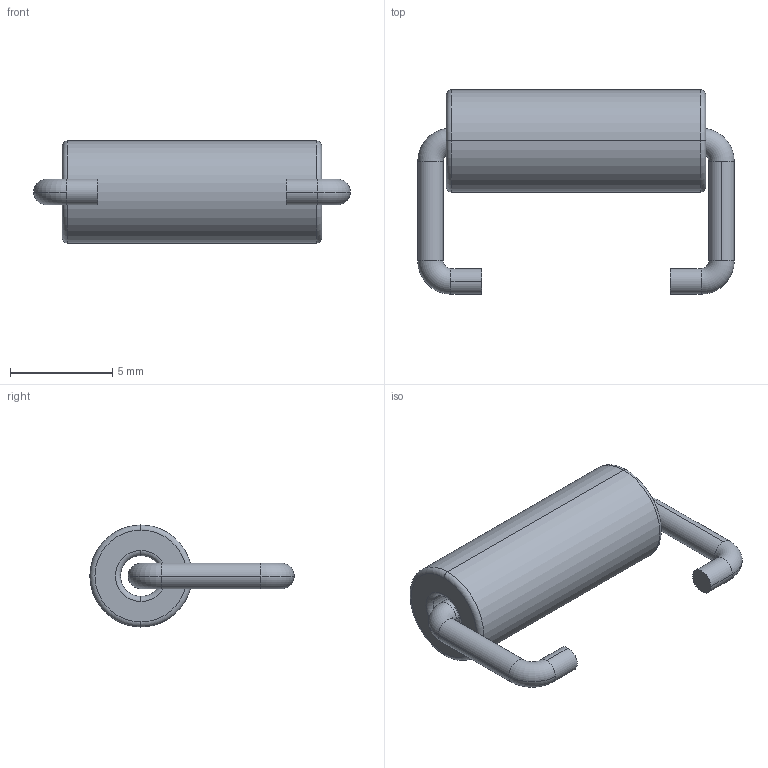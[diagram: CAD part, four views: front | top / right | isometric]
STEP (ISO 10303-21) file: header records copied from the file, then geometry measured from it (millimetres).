
FILE_DESCRIPTION (( 'STEP AP214' ), '1' );
FILE_NAME ('Part1.STEP', '2020-10-28T11:13:04', ( '' ), ( '' ), 'SwSTEP 2.0', 'SolidWorks 2019', '' );
FILE_SCHEMA (( 'AUTOMOTIVE_DESIGN' ));
Length unit declared in the file: millimetre
Products named in the file (1): Part1
Bounding box: 15.5 x 10 x 5 mm (x, y, z)
Volume: 247.3 mm3; surface area: 432.9 mm2
Topology: 2 solids, 2 shells, 34 faces, 72 edges, 42 vertices
Faces by surface type: torus 16, cylinder 14, plane 4
Entity records: 1351 total; most frequent: DIRECTION 200, CARTESIAN_POINT 149, ORIENTED_EDGE 144, AXIS2_PLACEMENT_3D 93, EDGE_CURVE 72, CIRCLE 58, VERTEX_POINT 42, UNCERTAINTY_MEASURE_WITH_UNIT 38
